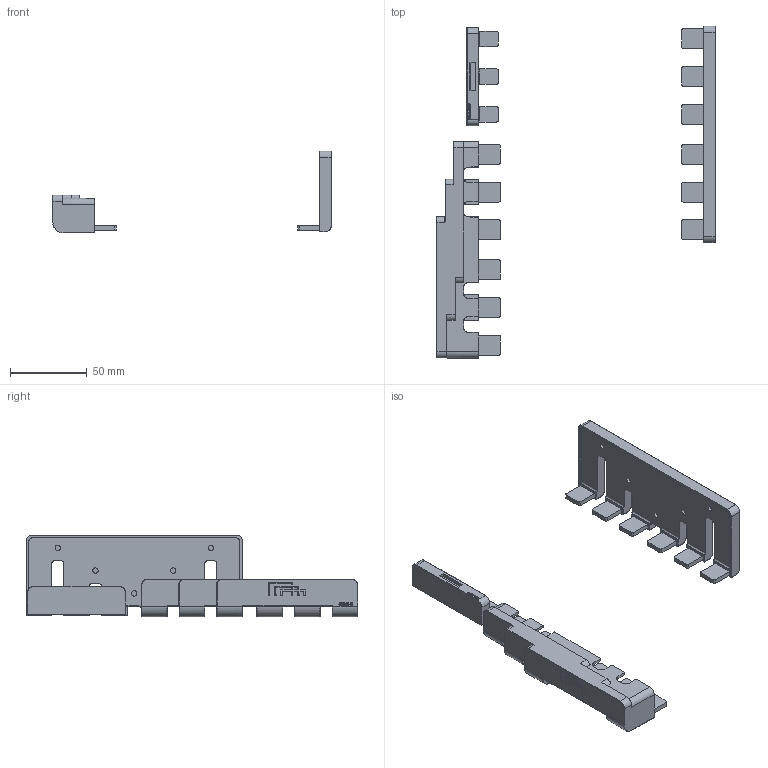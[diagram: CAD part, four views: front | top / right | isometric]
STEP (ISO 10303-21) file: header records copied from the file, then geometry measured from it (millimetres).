
FILE_DESCRIPTION(/* description */ (''),/* implementation_level */ '2;1');
FILE_NAME(/* name */ 'FILE_STP_CAD_DRAWING_BFX3431_Catalog_prt.stp',/* time_stamp */ '2020-11-05T11:28:48+01:00',/* author */ (''),/* organization */ (''),/* preprocessor_version */ 'ST-DEVELOPER v16.7',/* originating_system */ 'SIEMENS PLM Software NX 12.0',/* authorisation */ '');
FILE_SCHEMA (('AUTOMOTIVE_DESIGN { 1 0 10303 214 3 1 1 1 }'));
Length unit declared in the file: millimetre
Products named in the file (1): BFX3431_Catalog
Bounding box: 181.4 x 215.6 x 53.2 mm (x, y, z)
Surface area: 61115.1 mm2 (no closed solid volume)
Topology: 0 solids, 14 shells, 753 faces, 2183 edges, 1460 vertices
Faces by surface type: plane 410, cylinder 198, extrusion 70, torus 51, bspline 17, cone 7
Full cylindrical faces by diameter (mm): 3.5 x5
Entity records: 29701 total; most frequent: CARTESIAN_POINT 10261, ORIENTED_EDGE 4003, DIRECTION 3749, EDGE_CURVE 2162, VERTEX_POINT 1454, VECTOR 1317, LINE 1247, AXIS2_PLACEMENT_3D 1216
